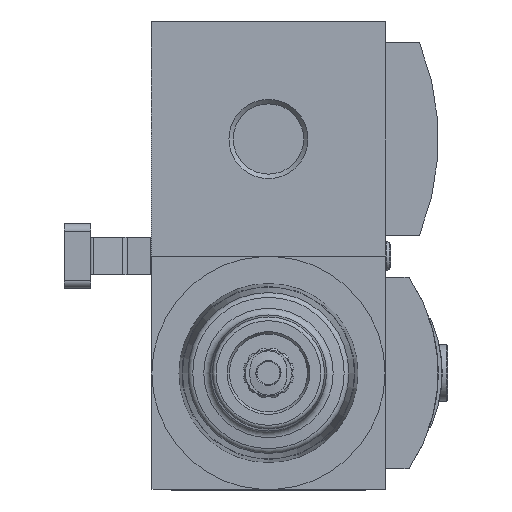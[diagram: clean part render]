
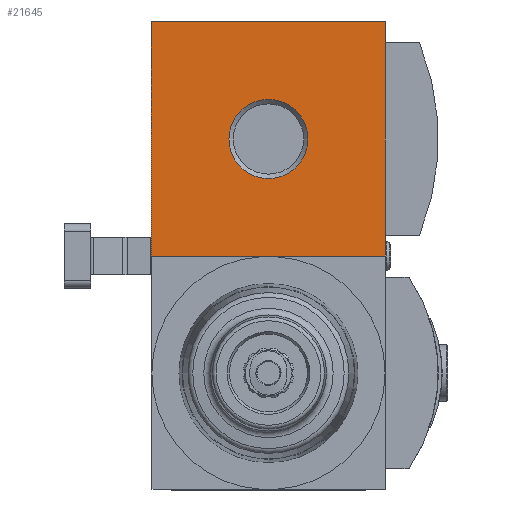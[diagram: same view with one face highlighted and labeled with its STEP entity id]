
A CAD part, front view. The second image highlights one B-rep face of the part: STEP entity #21645.
In plain terms, the highlighted planar face has unit normal (0, -1, 0).
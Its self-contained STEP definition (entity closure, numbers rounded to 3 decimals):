
#259=PLANE('',#22662);
#972=LINE('',#29721,#2462);
#980=LINE('',#29736,#2470);
#996=LINE('',#29766,#2486);
#1036=LINE('',#29857,#2526);
#2462=VECTOR('',#24638,1000.);
#2470=VECTOR('',#24648,1000.);
#2486=VECTOR('',#24666,1000.);
#2526=VECTOR('',#24744,1000.);
#3756=CIRCLE('',#22663,10.478);
#4949=ORIENTED_EDGE('',*,*,#9551,.F.);
#4950=ORIENTED_EDGE('',*,*,#9467,.F.);
#4951=ORIENTED_EDGE('',*,*,#9459,.F.);
#4952=ORIENTED_EDGE('',*,*,#9483,.F.);
#4953=ORIENTED_EDGE('',*,*,#9532,.F.);
#9459=EDGE_CURVE('',#11786,#11787,#972,.T.);
#9467=EDGE_CURVE('',#11787,#11793,#980,.T.);
#9483=EDGE_CURVE('',#11805,#11786,#996,.T.);
#9532=EDGE_CURVE('',#11793,#11805,#1036,.T.);
#9551=EDGE_CURVE('',#11847,#11847,#3756,.T.);
#11786=VERTEX_POINT('',#29720);
#11787=VERTEX_POINT('',#29722);
#11793=VERTEX_POINT('',#29737);
#11805=VERTEX_POINT('',#29765);
#11847=VERTEX_POINT('',#29896);
#13428=EDGE_LOOP('',(#4949));
#13429=EDGE_LOOP('',(#4950,#4951,#4952,#4953));
#14486=FACE_BOUND('',#13428,.T.);
#14487=FACE_BOUND('',#13429,.T.);
#21645=ADVANCED_FACE('',(#14486,#14487),#259,.F.);
#22662=AXIS2_PLACEMENT_3D('',#29894,#24786,#24787);
#22663=AXIS2_PLACEMENT_3D('',#29895,#24788,#24789);
#24638=DIRECTION('',(-1.,0.,0.));
#24648=DIRECTION('',(0.,0.,1.));
#24666=DIRECTION('',(0.,0.,-1.));
#24744=DIRECTION('',(1.,0.,0.));
#24786=DIRECTION('',(0.,1.,0.));
#24787=DIRECTION('',(0.,0.,1.));
#24788=DIRECTION('',(0.,-1.,0.));
#24789=DIRECTION('',(0.,0.,-1.));
#29720=CARTESIAN_POINT('',(31.,-45.,-31.));
#29721=CARTESIAN_POINT('',(31.,-45.,-31.));
#29722=CARTESIAN_POINT('',(-31.,-45.,-31.));
#29736=CARTESIAN_POINT('',(-31.,-45.,-31.));
#29737=CARTESIAN_POINT('',(-31.,-45.,31.));
#29765=CARTESIAN_POINT('',(31.,-45.,31.));
#29766=CARTESIAN_POINT('',(31.,-45.,31.));
#29857=CARTESIAN_POINT('',(-31.,-45.,31.));
#29894=CARTESIAN_POINT('',(0.,-45.,0.));
#29895=CARTESIAN_POINT('',(0.,-45.,0.));
#29896=CARTESIAN_POINT('',(0.,-45.,-10.478));
